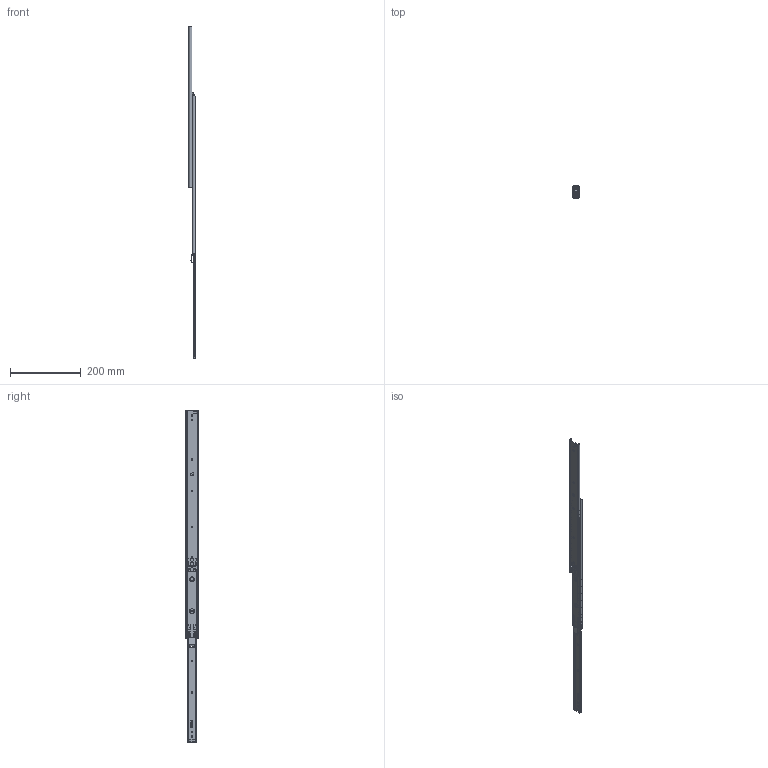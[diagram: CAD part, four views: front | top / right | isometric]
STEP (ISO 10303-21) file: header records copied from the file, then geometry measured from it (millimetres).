
FILE_DESCRIPTION(/* description */ ('Überauszug Serie 044 457x484'),/* implementation_level */ '2;1');
FILE_NAME(/* name */ '07000058005.stp',/* time_stamp */ '2020-06-17T15:18:39+02:00',/* author */ ('Dennis Bruder'),/* organization */ (''),/* preprocessor_version */ 'ST-DEVELOPER v18',/* originating_system */ 'Autodesk Inventor 2020',/* authorisation */ '');
FILE_SCHEMA (('AUTOMOTIVE_DESIGN { 1 0 10303 214 3 1 1 }'));
Products named in the file (1): 07000058005
Bounding box: 19 x 35.2 x 936.5 mm (x, y, z)
Volume: 111702.1 mm3; surface area: 177385.8 mm2
Topology: 76 solids, 76 shells, 4617 faces, 14082 edges, 9154 vertices
Faces by surface type: plane 1828, cylinder 1063, bspline 843, cone 444, torus 363, sphere 76
Full cylindrical faces by diameter (mm): 4 x29, 4.5 x1, 4.6 x1, 4.9 x3, 5 x3, 5.1 x1, 6 x1, 6.1 x2, 8 x1, 8.2 x2, 14 x5
Entity records: 193217 total; most frequent: CARTESIAN_POINT 72030, ORIENTED_EDGE 27144, DIRECTION 21247, EDGE_CURVE 13572, VERTEX_POINT 8982, AXIS2_PLACEMENT_3D 7880, LINE 5487, VECTOR 5487
